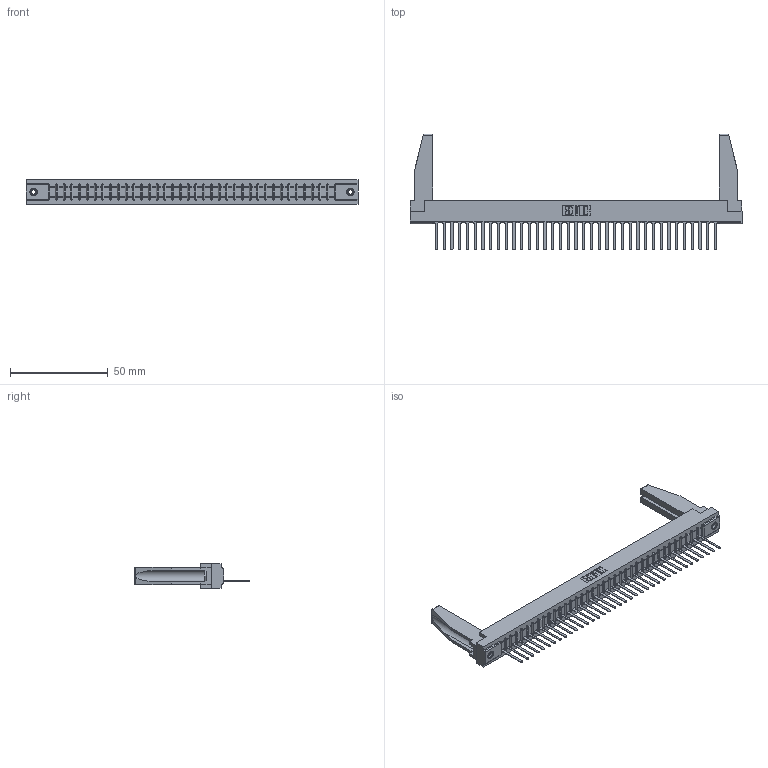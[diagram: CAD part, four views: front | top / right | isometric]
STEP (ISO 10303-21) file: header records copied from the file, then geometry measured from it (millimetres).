
FILE_DESCRIPTION (( 'STEP AP203' ), '1' );
FILE_NAME ('307-037-447-178.STEP', '2020-09-29T03:38:01', ( '' ), ( '' ), 'SwSTEP 2.0', 'SolidWorks 2020', '' );
FILE_SCHEMA (( 'CONFIG_CONTROL_DESIGN' ));
Length unit declared in the file: inch
Products named in the file (5): 307 Part_.156 Dia Mounting Holes; 345-250-001_345-250-001-102; 307-290-001_547; 307-037-447-178; 307-220-078
Assembly tree (42 placements, depth 2):
  307-037-447-178
    307 Part_.156 Dia Mounting Holes
    307-290-001_547  x37
    307-220-078  x2
    345-250-001_345-250-001-102  x2
Bounding box: 169.62 x 59.13 x 12.7 mm (x, y, z)
Volume: 21659.1 mm3; surface area: 23013.8 mm2
Topology: 42 solids, 42 shells, 2358 faces, 6647 edges, 4270 vertices
Faces by surface type: plane 1523, cylinder 743, sphere 76, cone 12, torus 4
Entity records: 34743 total; most frequent: CARTESIAN_POINT 5850, ORIENTED_EDGE 5792, DIRECTION 5648, EDGE_CURVE 2896, VECTOR 2224, LINE 2224, VERTEX_POINT 1872, AXIS2_PLACEMENT_3D 1712
